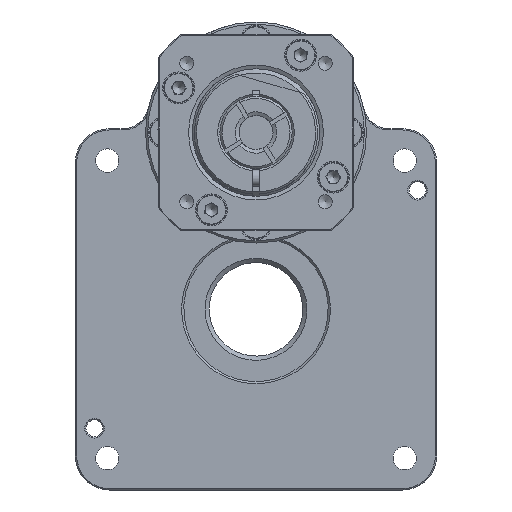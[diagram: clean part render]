
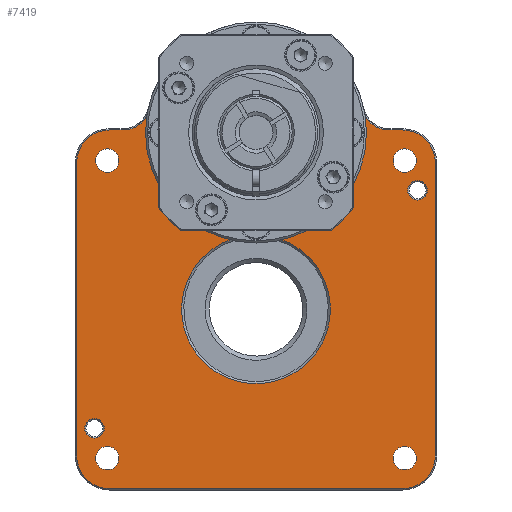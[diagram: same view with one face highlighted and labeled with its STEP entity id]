
A CAD part, front view. The second image highlights one B-rep face of the part: STEP entity #7419.
In plain terms, the highlighted planar face has unit normal (0, -1, 0).
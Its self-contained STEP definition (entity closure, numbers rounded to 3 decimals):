
#4007=CARTESIAN_POINT('',(-38.0,0.,-25.7));
#4008=VERTEX_POINT('',#4007);
#4009=CARTESIAN_POINT('',(-38.0,0.,-28.));
#4010=DIRECTION('',(0.0,1.0,0.0));
#4011=DIRECTION('',(0.0,0.0,1.0));
#4012=AXIS2_PLACEMENT_3D('',#4009,#4010,#4011);
#4013=CIRCLE('',#4012,2.3);
#4014=EDGE_CURVE('',#4008,#4008,#4013,.T.);
#4063=CARTESIAN_POINT('',(38.0,0.,30.3));
#4064=VERTEX_POINT('',#4063);
#4065=CARTESIAN_POINT('',(38.0,0.,28.));
#4066=DIRECTION('',(0.0,1.0,0.0));
#4067=DIRECTION('',(0.0,0.0,1.0));
#4068=AXIS2_PLACEMENT_3D('',#4065,#4066,#4067);
#4069=CIRCLE('',#4068,2.3);
#4070=EDGE_CURVE('',#4064,#4064,#4069,.T.);
#4164=CARTESIAN_POINT('',(35.0,0.,-37.75));
#4165=VERTEX_POINT('',#4164);
#4166=CARTESIAN_POINT('',(35.0,0.,-35.0));
#4167=DIRECTION('',(0.0,-1.0,0.0));
#4168=DIRECTION('',(0.0,0.0,1.0));
#4169=AXIS2_PLACEMENT_3D('',#4166,#4167,#4168);
#4170=CIRCLE('',#4169,2.75);
#4171=EDGE_CURVE('',#4165,#4165,#4170,.T.);
#4192=CARTESIAN_POINT('',(-35.0,0.,-37.75));
#4193=VERTEX_POINT('',#4192);
#4194=CARTESIAN_POINT('',(-35.0,0.,-35.0));
#4195=DIRECTION('',(0.0,-1.0,0.0));
#4196=DIRECTION('',(0.0,0.0,1.0));
#4197=AXIS2_PLACEMENT_3D('',#4194,#4195,#4196);
#4198=CIRCLE('',#4197,2.75);
#4199=EDGE_CURVE('',#4193,#4193,#4198,.T.);
#4220=CARTESIAN_POINT('',(35.0,0.,32.25));
#4221=VERTEX_POINT('',#4220);
#4222=CARTESIAN_POINT('',(35.0,0.,35.0));
#4223=DIRECTION('',(0.0,-1.0,0.0));
#4224=DIRECTION('',(0.0,0.0,1.0));
#4225=AXIS2_PLACEMENT_3D('',#4222,#4223,#4224);
#4226=CIRCLE('',#4225,2.75);
#4227=EDGE_CURVE('',#4221,#4221,#4226,.T.);
#4248=CARTESIAN_POINT('',(-35.0,0.,32.25));
#4249=VERTEX_POINT('',#4248);
#4250=CARTESIAN_POINT('',(-35.0,0.,35.0));
#4251=DIRECTION('',(0.0,-1.0,0.0));
#4252=DIRECTION('',(0.0,0.0,1.0));
#4253=AXIS2_PLACEMENT_3D('',#4250,#4251,#4252);
#4254=CIRCLE('',#4253,2.75);
#4255=EDGE_CURVE('',#4249,#4249,#4254,.T.);
#5143=CARTESIAN_POINT('',(-5.34,0.,16.665));
#5144=VERTEX_POINT('',#5143);
#5145=CARTESIAN_POINT('',(5.34,0.,16.665));
#5146=VERTEX_POINT('',#5145);
#5147=CARTESIAN_POINT('',(0.,0.0,41.6));
#5148=DIRECTION('',(0.0,1.0,0.0));
#5149=DIRECTION('',(0.,0.0,-1.));
#5150=AXIS2_PLACEMENT_3D('',#5147,#5148,#5149);
#5151=CIRCLE('',#5150,25.5);
#5152=EDGE_CURVE('',#5144,#5146,#5151,.T.);
#7281=CARTESIAN_POINT('',(0.0,0.0,0.0));
#7282=DIRECTION('',(0.0,-1.0,0.0));
#7283=DIRECTION('',(0.0,0.0,-1.0));
#7284=AXIS2_PLACEMENT_3D('',#7281,#7282,#7283);
#7285=PLANE('',#7284);
#7286=CARTESIAN_POINT('',(42.2,0.,34.5));
#7287=VERTEX_POINT('',#7286);
#7288=CARTESIAN_POINT('',(34.5,0.,42.2));
#7289=VERTEX_POINT('',#7288);
#7290=CARTESIAN_POINT('',(34.5,0.,34.5));
#7291=DIRECTION('',(0.0,-1.0,0.0));
#7292=DIRECTION('',(0.0,0.0,1.0));
#7293=AXIS2_PLACEMENT_3D('',#7290,#7291,#7292);
#7294=CIRCLE('',#7293,7.7);
#7295=EDGE_CURVE('',#7287,#7289,#7294,.T.);
#7296=ORIENTED_EDGE('',*,*,#7295,.T.);
#7297=CARTESIAN_POINT('',(31.247,0.,42.2));
#7298=VERTEX_POINT('',#7297);
#7299=CARTESIAN_POINT('',(34.5,0.,42.2));
#7300=DIRECTION('',(-1.0,0.0,0.0));
#7301=VECTOR('',#7300,3.253);
#7302=LINE('',#7299,#7301);
#7303=EDGE_CURVE('',#7289,#7298,#7302,.T.);
#7304=ORIENTED_EDGE('',*,*,#7303,.T.);
#7305=CARTESIAN_POINT('',(25.095,0.,47.142));
#7306=VERTEX_POINT('',#7305);
#7307=CARTESIAN_POINT('',(31.247,0.,48.5));
#7308=DIRECTION('',(0.0,1.0,0.0));
#7309=DIRECTION('',(0.0,0.0,1.0));
#7310=AXIS2_PLACEMENT_3D('',#7307,#7308,#7309);
#7311=CIRCLE('',#7310,6.3);
#7312=EDGE_CURVE('',#7298,#7306,#7311,.T.);
#7313=ORIENTED_EDGE('',*,*,#7312,.T.);
#7314=CARTESIAN_POINT('',(-25.095,0.,47.142));
#7315=VERTEX_POINT('',#7314);
#7316=CARTESIAN_POINT('',(0.0,0.0,41.6));
#7317=DIRECTION('',(0.0,-1.0,0.0));
#7318=DIRECTION('',(0.0,0.0,1.0));
#7319=AXIS2_PLACEMENT_3D('',#7316,#7317,#7318);
#7320=CIRCLE('',#7319,25.7);
#7321=EDGE_CURVE('',#7306,#7315,#7320,.T.);
#7322=ORIENTED_EDGE('',*,*,#7321,.T.);
#7323=CARTESIAN_POINT('',(-31.247,0.,42.2));
#7324=VERTEX_POINT('',#7323);
#7325=CARTESIAN_POINT('',(-31.247,0.,48.5));
#7326=DIRECTION('',(0.0,1.0,0.0));
#7327=DIRECTION('',(0.0,0.0,1.0));
#7328=AXIS2_PLACEMENT_3D('',#7325,#7326,#7327);
#7329=CIRCLE('',#7328,6.3);
#7330=EDGE_CURVE('',#7315,#7324,#7329,.T.);
#7331=ORIENTED_EDGE('',*,*,#7330,.T.);
#7332=CARTESIAN_POINT('',(-34.5,0.,42.2));
#7333=VERTEX_POINT('',#7332);
#7334=CARTESIAN_POINT('',(-31.247,0.,42.2));
#7335=DIRECTION('',(-1.0,0.0,0.0));
#7336=VECTOR('',#7335,3.253);
#7337=LINE('',#7334,#7336);
#7338=EDGE_CURVE('',#7324,#7333,#7337,.T.);
#7339=ORIENTED_EDGE('',*,*,#7338,.T.);
#7340=CARTESIAN_POINT('',(-42.2,0.,34.5));
#7341=VERTEX_POINT('',#7340);
#7342=CARTESIAN_POINT('',(-34.5,0.,34.5));
#7343=DIRECTION('',(0.0,-1.0,0.0));
#7344=DIRECTION('',(0.0,0.0,1.0));
#7345=AXIS2_PLACEMENT_3D('',#7342,#7343,#7344);
#7346=CIRCLE('',#7345,7.7);
#7347=EDGE_CURVE('',#7333,#7341,#7346,.T.);
#7348=ORIENTED_EDGE('',*,*,#7347,.T.);
#7349=CARTESIAN_POINT('',(-42.2,0.,-34.5));
#7350=VERTEX_POINT('',#7349);
#7351=CARTESIAN_POINT('',(-42.2,0.,34.5));
#7352=DIRECTION('',(0.0,0.0,-1.0));
#7353=VECTOR('',#7352,69.0);
#7354=LINE('',#7351,#7353);
#7355=EDGE_CURVE('',#7341,#7350,#7354,.T.);
#7356=ORIENTED_EDGE('',*,*,#7355,.T.);
#7357=CARTESIAN_POINT('',(-34.5,0.,-42.2));
#7358=VERTEX_POINT('',#7357);
#7359=CARTESIAN_POINT('',(-34.5,0.,-34.5));
#7360=DIRECTION('',(0.0,-1.0,0.0));
#7361=DIRECTION('',(0.0,0.0,1.0));
#7362=AXIS2_PLACEMENT_3D('',#7359,#7360,#7361);
#7363=CIRCLE('',#7362,7.7);
#7364=EDGE_CURVE('',#7350,#7358,#7363,.T.);
#7365=ORIENTED_EDGE('',*,*,#7364,.T.);
#7366=CARTESIAN_POINT('',(34.5,0.,-42.2));
#7367=VERTEX_POINT('',#7366);
#7368=CARTESIAN_POINT('',(-34.5,0.,-42.2));
#7369=DIRECTION('',(1.0,0.0,0.0));
#7370=VECTOR('',#7369,69.0);
#7371=LINE('',#7368,#7370);
#7372=EDGE_CURVE('',#7358,#7367,#7371,.T.);
#7373=ORIENTED_EDGE('',*,*,#7372,.T.);
#7374=CARTESIAN_POINT('',(42.2,0.,-34.5));
#7375=VERTEX_POINT('',#7374);
#7376=CARTESIAN_POINT('',(34.5,0.,-34.5));
#7377=DIRECTION('',(0.0,-1.0,0.0));
#7378=DIRECTION('',(0.0,0.0,1.0));
#7379=AXIS2_PLACEMENT_3D('',#7376,#7377,#7378);
#7380=CIRCLE('',#7379,7.7);
#7381=EDGE_CURVE('',#7367,#7375,#7380,.T.);
#7382=ORIENTED_EDGE('',*,*,#7381,.T.);
#7383=CARTESIAN_POINT('',(42.2,0.,-34.5));
#7384=DIRECTION('',(0.0,0.0,1.0));
#7385=VECTOR('',#7384,69.0);
#7386=LINE('',#7383,#7385);
#7387=EDGE_CURVE('',#7375,#7287,#7386,.T.);
#7388=ORIENTED_EDGE('',*,*,#7387,.T.);
#7389=EDGE_LOOP('',(#7296,#7304,#7313,#7322,#7331,#7339,#7348,#7356,#7365,#7373,#7382,#7388));
#7390=FACE_OUTER_BOUND('',#7389,.T.);
#7391=ORIENTED_EDGE('',*,*,#4070,.T.);
#7392=EDGE_LOOP('',(#7391));
#7393=FACE_BOUND('',#7392,.T.);
#7394=ORIENTED_EDGE('',*,*,#4014,.T.);
#7395=EDGE_LOOP('',(#7394));
#7396=FACE_BOUND('',#7395,.T.);
#7397=ORIENTED_EDGE('',*,*,#4199,.F.);
#7398=EDGE_LOOP('',(#7397));
#7399=FACE_BOUND('',#7398,.T.);
#7400=ORIENTED_EDGE('',*,*,#4171,.F.);
#7401=EDGE_LOOP('',(#7400));
#7402=FACE_BOUND('',#7401,.T.);
#7403=ORIENTED_EDGE('',*,*,#4227,.F.);
#7404=EDGE_LOOP('',(#7403));
#7405=FACE_BOUND('',#7404,.T.);
#7406=ORIENTED_EDGE('',*,*,#4255,.F.);
#7407=EDGE_LOOP('',(#7406));
#7408=FACE_BOUND('',#7407,.T.);
#7409=CARTESIAN_POINT('',(0.0,0.0,0.0));
#7410=DIRECTION('',(0.0,1.0,0.0));
#7411=DIRECTION('',(0.0,0.0,1.0));
#7412=AXIS2_PLACEMENT_3D('',#7409,#7410,#7411);
#7413=CIRCLE('',#7412,17.5);
#7414=EDGE_CURVE('',#5146,#5144,#7413,.T.);
#7415=ORIENTED_EDGE('',*,*,#7414,.T.);
#7416=ORIENTED_EDGE('',*,*,#5152,.T.);
#7417=EDGE_LOOP('',(#7415,#7416));
#7418=FACE_BOUND('',#7417,.T.);
#7419=ADVANCED_FACE('',(#7390,#7393,#7396,#7399,#7402,#7405,#7408,#7418),#7285,.T.);
